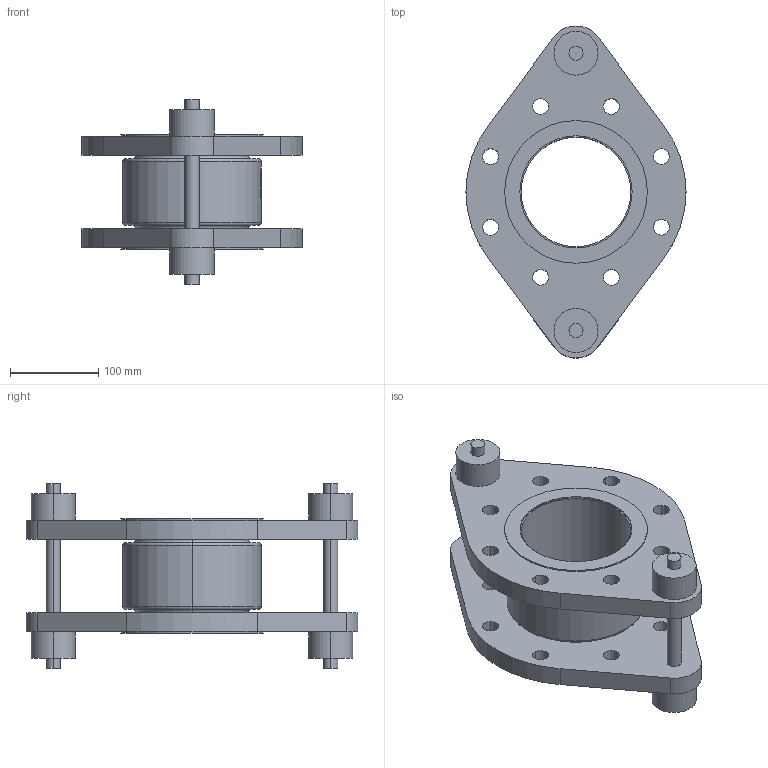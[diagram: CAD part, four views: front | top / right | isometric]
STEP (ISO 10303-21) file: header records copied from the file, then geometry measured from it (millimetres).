
FILE_DESCRIPTION (( 'STEP AP214' ), '1' );
FILE_NAME ('EPSILON-C_DN125_PN16_300_6000013636.STEP', '2021-10-18T10:32:07', ( 'axxx' ), ( 'Hewlett-Packard Company' ), 'SwSTEP 2.0', 'SolidWorks 2019', '' );
FILE_SCHEMA (( 'AUTOMOTIVE_DESIGN' ));
Length unit declared in the file: millimetre
Products named in the file (1): EPSILON-C_DN125_PN16_300_6000013636
Bounding box: 250 x 376.78 x 210 mm (x, y, z)
Volume: 2921501.3 mm3; surface area: 381612.3 mm2
Topology: 1 solids, 1 shells, 601 faces, 1612 edges, 1072 vertices
Faces by surface type: plane 250, bspline 243, cylinder 100, torus 8
Entity records: 31868 total; most frequent: CARTESIAN_POINT 18304, ORIENTED_EDGE 3224, DIRECTION 2036, EDGE_CURVE 1612, VERTEX_POINT 1072, VECTOR 810, LINE 810, EDGE_LOOP 698
